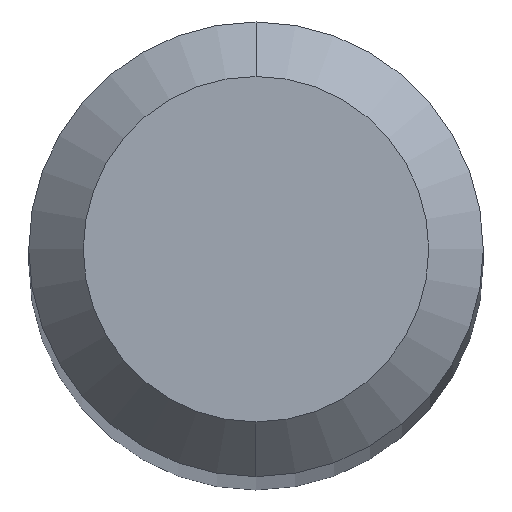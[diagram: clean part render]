
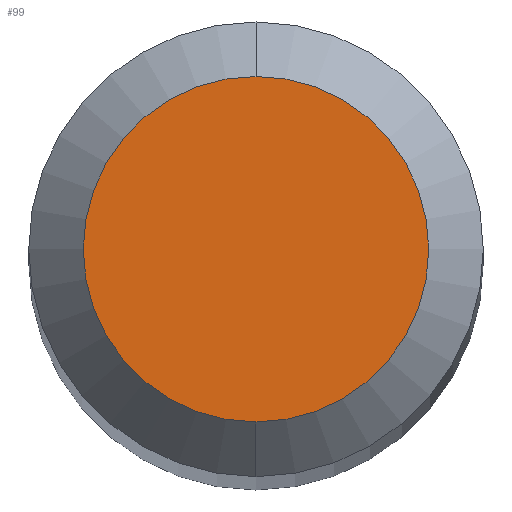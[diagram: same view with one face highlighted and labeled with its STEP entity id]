
A CAD part, top view. The second image highlights one B-rep face of the part: STEP entity #99.
In plain terms, the highlighted planar face has unit normal (0, 0, 1).
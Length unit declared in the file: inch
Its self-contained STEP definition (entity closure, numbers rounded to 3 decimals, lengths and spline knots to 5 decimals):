
#14 = CARTESIAN_POINT ( 'NONE',  ( 0., 0.0475, 0. ) ) ;
#45 = DIRECTION ( 'NONE',  ( 0., 0., -1. ) ) ;
#48 = PLANE ( 'NONE',  #73 ) ;
#51 = DIRECTION ( 'NONE',  ( 0., 0., 1. ) ) ;
#62 = DIRECTION ( 'NONE',  ( 0., 0., 1. ) ) ;
#73 = AXIS2_PLACEMENT_3D ( 'NONE', #278, #45, #523 ) ;
#99 = ADVANCED_FACE ( 'NONE', ( #485 ), #48, .F. ) ;
#170 = EDGE_CURVE ( 'NONE', #497, #449, #537, .T. ) ;
#193 = ORIENTED_EDGE ( 'NONE', *, *, #518, .T. ) ;
#229 = DIRECTION ( 'NONE',  ( 0., -1., 0. ) ) ;
#233 = AXIS2_PLACEMENT_3D ( 'NONE', #467, #62, #435 ) ;
#247 = ORIENTED_EDGE ( 'NONE', *, *, #170, .T. ) ;
#258 = CARTESIAN_POINT ( 'NONE',  ( 0., -0.0475, 0. ) ) ;
#278 = CARTESIAN_POINT ( 'NONE',  ( 0., 0.0475, 0. ) ) ;
#321 = EDGE_LOOP ( 'NONE', ( #247, #193 ) ) ;
#332 = AXIS2_PLACEMENT_3D ( 'NONE', #526, #51, #229 ) ;
#435 = DIRECTION ( 'NONE',  ( 0., -1., 0. ) ) ;
#449 = VERTEX_POINT ( 'NONE', #258 ) ;
#467 = CARTESIAN_POINT ( 'NONE',  ( 0., 0., 0. ) ) ;
#479 = CIRCLE ( 'NONE', #233, 0.0475 ) ;
#485 = FACE_OUTER_BOUND ( 'NONE', #321, .T. ) ;
#497 = VERTEX_POINT ( 'NONE', #14 ) ;
#518 = EDGE_CURVE ( 'NONE', #449, #497, #479, .T. ) ;
#523 = DIRECTION ( 'NONE',  ( 0., 1., 0. ) ) ;
#526 = CARTESIAN_POINT ( 'NONE',  ( 0., 0., 0. ) ) ;
#537 = CIRCLE ( 'NONE', #332, 0.0475 ) ;
